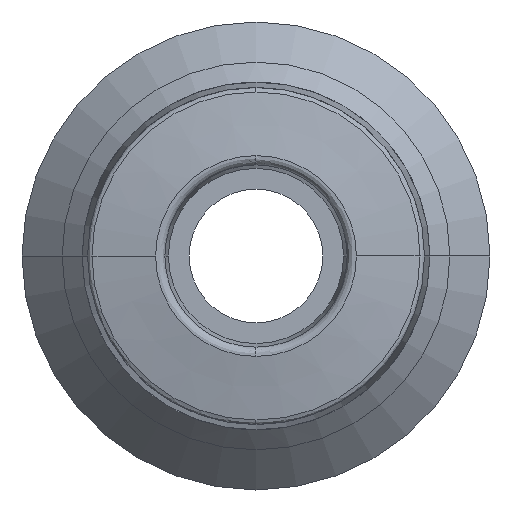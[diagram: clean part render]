
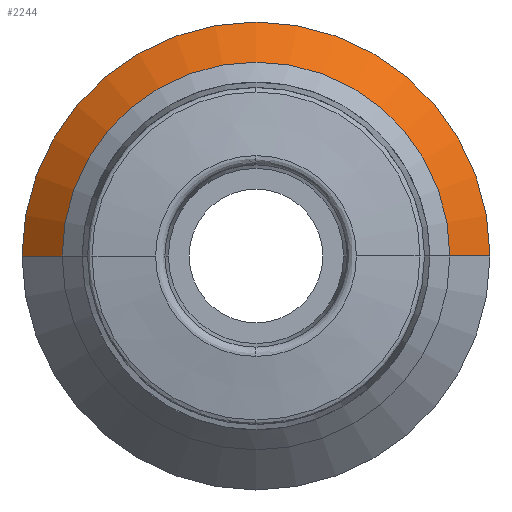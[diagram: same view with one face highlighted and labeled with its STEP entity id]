
A CAD part, front view. The second image highlights one B-rep face of the part: STEP entity #2244.
In plain terms, the highlighted conical face has half-angle 45 degrees and reference radius 8.75 mm.
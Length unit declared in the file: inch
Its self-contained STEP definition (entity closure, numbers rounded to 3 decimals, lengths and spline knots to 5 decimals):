
#136 = CARTESIAN_POINT ( 'NONE',  ( 0., 0.88189, 0. ) ) ;
#225 = CARTESIAN_POINT ( 'NONE',  ( 0.28543, 0.88189, 0. ) ) ;
#355 = CARTESIAN_POINT ( 'NONE',  ( -0.28543, 0.88189, 0. ) ) ;
#407 = EDGE_CURVE ( 'NONE', #939, #2974, #2363, .T. ) ;
#416 = DIRECTION ( 'NONE',  ( -1., 0., 0. ) ) ;
#643 = DIRECTION ( 'NONE',  ( -1., 0., 0. ) ) ;
#666 = DIRECTION ( 'NONE',  ( 0., 1., 0. ) ) ;
#708 = CONICAL_SURFACE ( 'NONE', #2233, 0.34449, 0.785 ) ;
#939 = VERTEX_POINT ( 'NONE', #225 ) ;
#986 = DIRECTION ( 'NONE',  ( 0.707, 0.707, 0. ) ) ;
#1434 = CIRCLE ( 'NONE', #1576, 0.34449 ) ;
#1509 = EDGE_LOOP ( 'NONE', ( #2327, #3380, #2287, #1758 ) ) ;
#1576 = AXIS2_PLACEMENT_3D ( 'NONE', #2248, #666, #2532 ) ;
#1758 = ORIENTED_EDGE ( 'NONE', *, *, #2030, .F. ) ;
#1845 = LINE ( 'NONE', #2958, #1924 ) ;
#1924 = VECTOR ( 'NONE', #3229, 39.37008 ) ;
#2027 = DIRECTION ( 'NONE',  ( 0., 1., 0. ) ) ;
#2030 = EDGE_CURVE ( 'NONE', #3289, #2764, #1845, .T. ) ;
#2233 = AXIS2_PLACEMENT_3D ( 'NONE', #2768, #3049, #643 ) ;
#2244 = ADVANCED_FACE ( 'NONE', ( #2794 ), #708, .T. ) ;
#2248 = CARTESIAN_POINT ( 'NONE',  ( 0., 0.94094, 0. ) ) ;
#2287 = ORIENTED_EDGE ( 'NONE', *, *, #2570, .F. ) ;
#2327 = ORIENTED_EDGE ( 'NONE', *, *, #2444, .T. ) ;
#2363 = LINE ( 'NONE', #2378, #2394 ) ;
#2378 = CARTESIAN_POINT ( 'NONE',  ( 0.34449, 0.94094, 0. ) ) ;
#2394 = VECTOR ( 'NONE', #986, 39.37008 ) ;
#2411 = CARTESIAN_POINT ( 'NONE',  ( 0.34449, 0.94094, 0. ) ) ;
#2444 = EDGE_CURVE ( 'NONE', #3289, #939, #2724, .T. ) ;
#2532 = DIRECTION ( 'NONE',  ( -1., 0., 0. ) ) ;
#2570 = EDGE_CURVE ( 'NONE', #2764, #2974, #1434, .T. ) ;
#2724 = CIRCLE ( 'NONE', #3163, 0.28543 ) ;
#2764 = VERTEX_POINT ( 'NONE', #2868 ) ;
#2768 = CARTESIAN_POINT ( 'NONE',  ( 0., 0.94094, 0. ) ) ;
#2794 = FACE_OUTER_BOUND ( 'NONE', #1509, .T. ) ;
#2868 = CARTESIAN_POINT ( 'NONE',  ( -0.34449, 0.94094, 0. ) ) ;
#2958 = CARTESIAN_POINT ( 'NONE',  ( -0.34449, 0.94094, 0. ) ) ;
#2974 = VERTEX_POINT ( 'NONE', #2411 ) ;
#3049 = DIRECTION ( 'NONE',  ( 0., 1., 0. ) ) ;
#3163 = AXIS2_PLACEMENT_3D ( 'NONE', #136, #2027, #416 ) ;
#3229 = DIRECTION ( 'NONE',  ( -0.707, 0.707, 0. ) ) ;
#3289 = VERTEX_POINT ( 'NONE', #355 ) ;
#3380 = ORIENTED_EDGE ( 'NONE', *, *, #407, .T. ) ;
